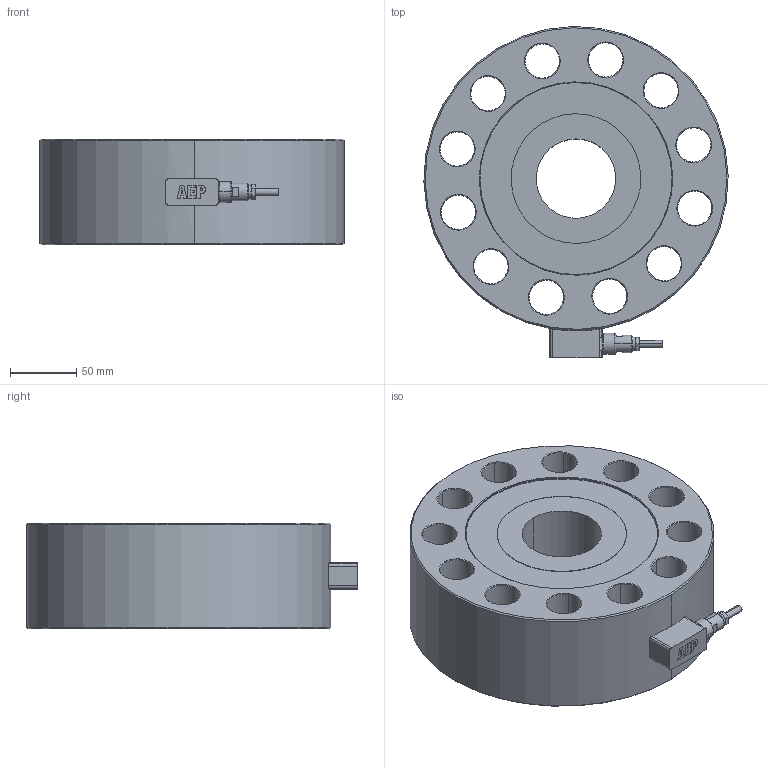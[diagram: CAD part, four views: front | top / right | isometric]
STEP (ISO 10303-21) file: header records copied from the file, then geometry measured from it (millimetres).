
FILE_DESCRIPTION(('STEP AP214'),'1');
FILE_NAME('TC4 Ø230.stp','2015-05-19T14:49:37',(' '),(' '),'Spatial InterOp 3D',' ',' ');
FILE_SCHEMA(('automotive_design'));
Length unit declared in the file: metre
Products named in the file (1): 1
Bounding box: 229.97 x 250.18 x 80 mm (x, y, z)
Volume: 2573133.1 mm3; surface area: 219401.1 mm2
Topology: 1 solids, 1 shells, 196 faces, 467 edges, 287 vertices
Faces by surface type: plane 69, cone 58, cylinder 56, torus 6, bspline 4, extrusion 3
Entity records: 7696 total; most frequent: CARTESIAN_POINT 1412, DIRECTION 1025, ORIENTED_EDGE 934, EDGE_CURVE 467, AXIS2_PLACEMENT_3D 385, VERTEX_POINT 287, VECTOR 255, LINE 252
